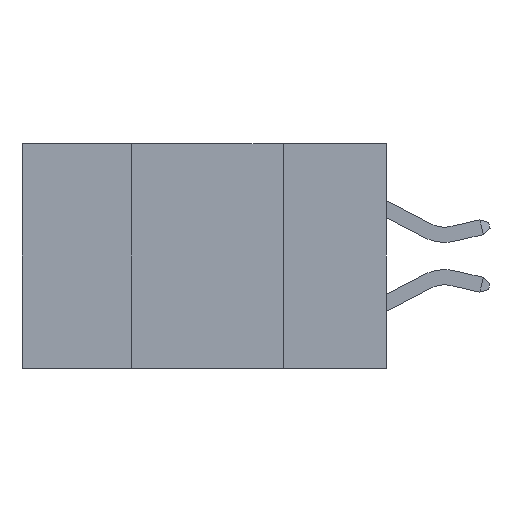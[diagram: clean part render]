
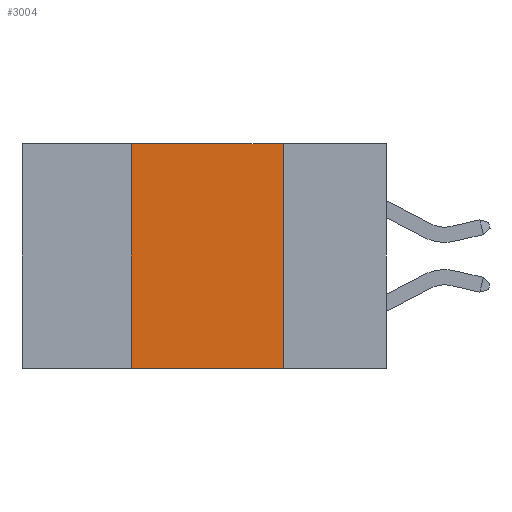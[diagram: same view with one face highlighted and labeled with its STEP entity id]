
A CAD part, left-side view. The second image highlights one B-rep face of the part: STEP entity #3004.
In plain terms, the highlighted planar face has unit normal (-1, 0, 0).
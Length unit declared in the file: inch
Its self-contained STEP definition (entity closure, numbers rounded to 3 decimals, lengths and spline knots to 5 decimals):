
#355 = CARTESIAN_POINT ( 'NONE',  ( 0., 0.42, -0.37 ) ) ;
#457 = CARTESIAN_POINT ( 'NONE',  ( 0., 0.17, -0.37 ) ) ;
#1336 = EDGE_CURVE ( 'NONE', #3858, #11057, #6560, .T. ) ;
#1392 = EDGE_CURVE ( 'NONE', #3276, #3858, #3422, .T. ) ;
#1658 = CARTESIAN_POINT ( 'NONE',  ( 0., 0.6, 0. ) ) ;
#1864 = ORIENTED_EDGE ( 'NONE', *, *, #1392, .F. ) ;
#1908 = CARTESIAN_POINT ( 'NONE',  ( 0., 0.17, -0.37 ) ) ;
#2240 = VECTOR ( 'NONE', #8647, 39.37008 ) ;
#2501 = DIRECTION ( 'NONE',  ( 0., -1., 0. ) ) ;
#3004 = ADVANCED_FACE ( 'NONE', ( #6556 ), #10260, .F. ) ;
#3214 = ORIENTED_EDGE ( 'NONE', *, *, #1336, .F. ) ;
#3276 = VERTEX_POINT ( 'NONE', #7363 ) ;
#3422 = LINE ( 'NONE', #1658, #10595 ) ;
#3569 = DIRECTION ( 'NONE',  ( 1., 0., 0. ) ) ;
#3858 = VERTEX_POINT ( 'NONE', #11539 ) ;
#4267 = AXIS2_PLACEMENT_3D ( 'NONE', #8204, #3569, #9051 ) ;
#4404 = VECTOR ( 'NONE', #9331, 39.37008 ) ;
#4937 = LINE ( 'NONE', #5976, #2240 ) ;
#5752 = VECTOR ( 'NONE', #7727, 39.37008 ) ;
#5976 = CARTESIAN_POINT ( 'NONE',  ( 0., 0.6, -0.37 ) ) ;
#6556 = FACE_OUTER_BOUND ( 'NONE', #7845, .T. ) ;
#6560 = LINE ( 'NONE', #1908, #4404 ) ;
#6960 = LINE ( 'NONE', #355, #5752 ) ;
#7127 = ORIENTED_EDGE ( 'NONE', *, *, #11635, .T. ) ;
#7363 = CARTESIAN_POINT ( 'NONE',  ( 0., 0.42, 0. ) ) ;
#7727 = DIRECTION ( 'NONE',  ( 0., 0., 1. ) ) ;
#7845 = EDGE_LOOP ( 'NONE', ( #3214, #1864, #11055, #7127 ) ) ;
#8204 = CARTESIAN_POINT ( 'NONE',  ( 0., 0.6, 0. ) ) ;
#8647 = DIRECTION ( 'NONE',  ( 0., -1., 0. ) ) ;
#9051 = DIRECTION ( 'NONE',  ( 0., 0., -1. ) ) ;
#9331 = DIRECTION ( 'NONE',  ( 0., 0., -1. ) ) ;
#10260 = PLANE ( 'NONE',  #4267 ) ;
#10595 = VECTOR ( 'NONE', #2501, 39.37008 ) ;
#10733 = EDGE_CURVE ( 'NONE', #10808, #3276, #6960, .T. ) ;
#10808 = VERTEX_POINT ( 'NONE', #10871 ) ;
#10871 = CARTESIAN_POINT ( 'NONE',  ( 0., 0.42, -0.37 ) ) ;
#11055 = ORIENTED_EDGE ( 'NONE', *, *, #10733, .F. ) ;
#11057 = VERTEX_POINT ( 'NONE', #457 ) ;
#11539 = CARTESIAN_POINT ( 'NONE',  ( 0., 0.17, 0. ) ) ;
#11635 = EDGE_CURVE ( 'NONE', #10808, #11057, #4937, .T. ) ;
